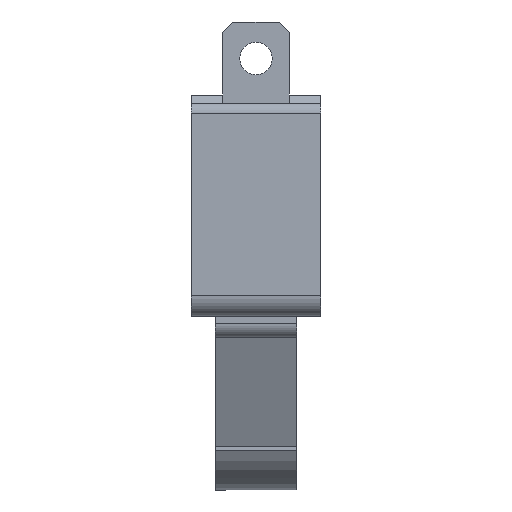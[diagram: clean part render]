
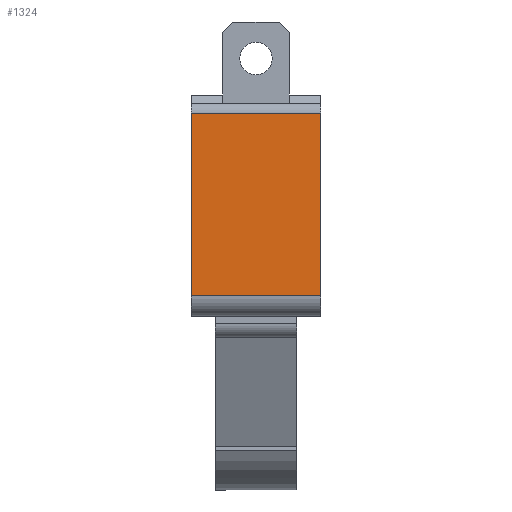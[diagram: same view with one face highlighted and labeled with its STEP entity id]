
A CAD part, left-side view. The second image highlights one B-rep face of the part: STEP entity #1324.
In plain terms, the highlighted planar face has unit normal (-1, 0, 0).
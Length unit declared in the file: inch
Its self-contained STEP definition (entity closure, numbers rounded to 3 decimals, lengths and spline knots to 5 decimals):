
#121=FACE_OUTER_BOUND('',#195,.T.);
#195=EDGE_LOOP('',(#1047,#1048,#1049,#1050));
#280=LINE('',#1975,#426);
#299=LINE('',#2032,#445);
#310=LINE('',#2066,#456);
#327=LINE('',#2096,#473);
#426=VECTOR('',#1593,0.35433);
#445=VECTOR('',#1642,0.35433);
#456=VECTOR('',#1671,0.25197);
#473=VECTOR('',#1706,0.25197);
#574=VERTEX_POINT('',#1972);
#575=VERTEX_POINT('',#1974);
#597=VERTEX_POINT('',#2029);
#598=VERTEX_POINT('',#2031);
#717=EDGE_CURVE('',#574,#575,#280,.T.);
#746=EDGE_CURVE('',#598,#597,#299,.T.);
#764=EDGE_CURVE('',#598,#574,#310,.T.);
#781=EDGE_CURVE('',#597,#575,#327,.T.);
#1047=ORIENTED_EDGE('',*,*,#717,.F.);
#1048=ORIENTED_EDGE('',*,*,#764,.F.);
#1049=ORIENTED_EDGE('',*,*,#746,.T.);
#1050=ORIENTED_EDGE('',*,*,#781,.T.);
#1251=PLANE('',#1442);
#1324=ADVANCED_FACE('',(#121),#1251,.T.);
#1442=AXIS2_PLACEMENT_3D('',#2095,#1704,#1705);
#1593=DIRECTION('',(0.,0.,1.));
#1642=DIRECTION('',(0.,0.,1.));
#1671=DIRECTION('',(0.,1.,0.));
#1704=DIRECTION('center_axis',(-1.,0.,0.));
#1705=DIRECTION('ref_axis',(0.,0.,1.));
#1706=DIRECTION('',(0.,1.,0.));
#1972=CARTESIAN_POINT('',(-0.3937,0.12598,-0.18701));
#1974=CARTESIAN_POINT('',(-0.3937,0.12598,0.16732));
#1975=CARTESIAN_POINT('',(-0.3937,0.12598,-0.18701));
#2029=CARTESIAN_POINT('',(-0.3937,-0.12598,0.16732));
#2031=CARTESIAN_POINT('',(-0.3937,-0.12598,-0.18701));
#2032=CARTESIAN_POINT('',(-0.3937,-0.12598,-0.18701));
#2066=CARTESIAN_POINT('',(-0.3937,-0.12598,-0.18701));
#2095=CARTESIAN_POINT('Origin',(-0.3937,-0.12598,-0.18701));
#2096=CARTESIAN_POINT('',(-0.3937,-0.12598,0.16732));
